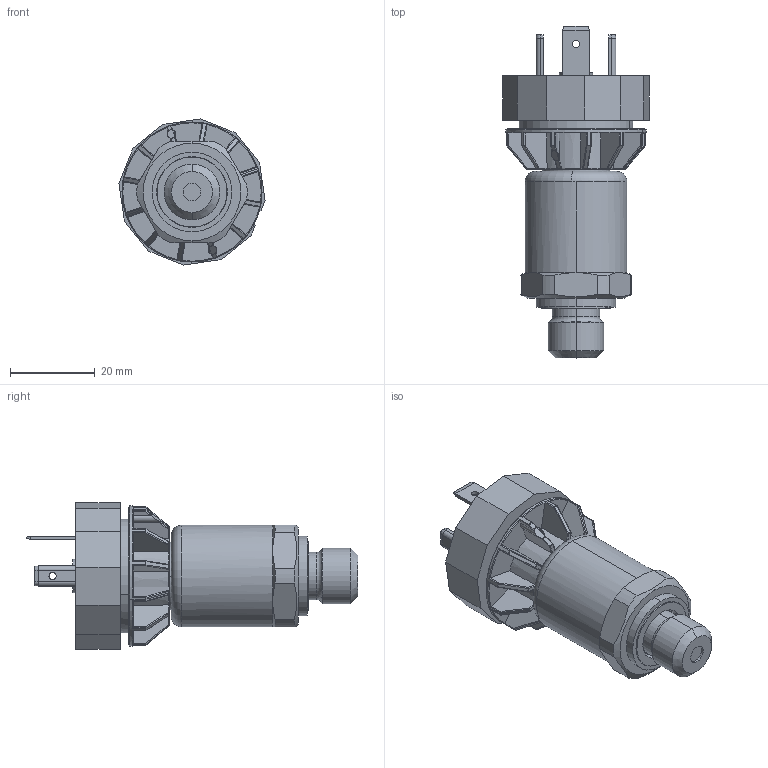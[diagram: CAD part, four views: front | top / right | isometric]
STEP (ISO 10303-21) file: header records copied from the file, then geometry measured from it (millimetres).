
FILE_DESCRIPTION(('STEP AP242'),'1');
FILE_NAME('xmlp010bc11f.stp','2021-09-25T17:45:47',('TraceParts'),('TraceParts S.A.'),'Spatial InterOp 3D',' ',' ');
FILE_SCHEMA(('AP242_MANAGED_MODEL_BASED_3D_ENGINEERING_MIM_LF {1 0 10303 442 1 1 4}'));
Length unit declared in the file: millimetre
Products named in the file (1): xmlp010bc11f
Bounding box: 34.44 x 78.2 x 34.44 mm (x, y, z)
Volume: 30300.7 mm3; surface area: 9733.5 mm2
Topology: 1 solids, 1 shells, 435 faces, 1065 edges, 634 vertices
Faces by surface type: plane 125, cylinder 116, torus 60, cone 58, sphere 48, bspline 28
Entity records: 16643 total; most frequent: CARTESIAN_POINT 4211, DIRECTION 2094, ORIENTED_EDGE 2094, EDGE_CURVE 1047, AXIS2_PLACEMENT_3D 859, VERTEX_POINT 634, EDGE_LOOP 461, CIRCLE 447
